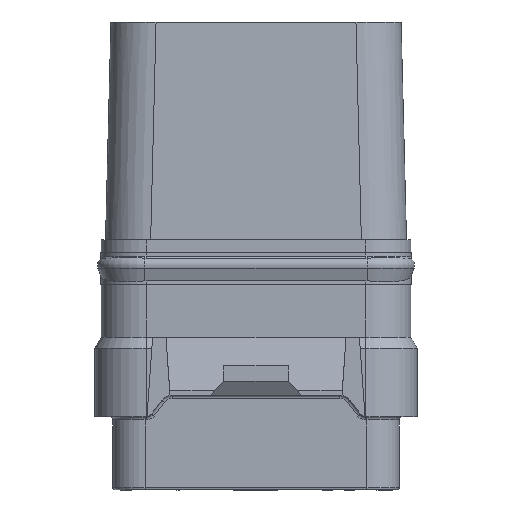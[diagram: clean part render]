
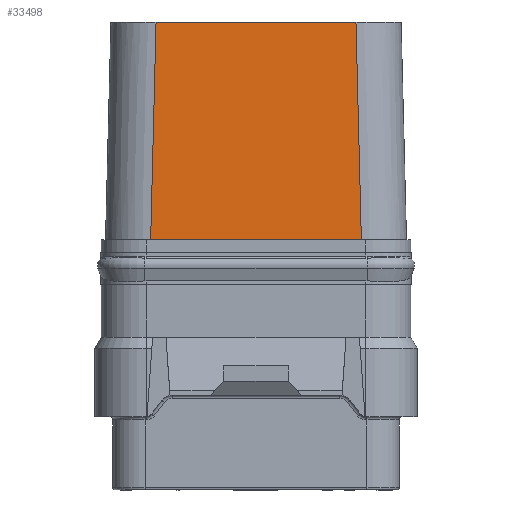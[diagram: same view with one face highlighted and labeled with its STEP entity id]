
A CAD part, front view. The second image highlights one B-rep face of the part: STEP entity #33498.
In plain terms, the highlighted planar face has unit normal (0, -1, 0.025).
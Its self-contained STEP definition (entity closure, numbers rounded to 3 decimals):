
#32=DIRECTION('',(1.,0.,0.));
#33=VECTOR('',#32,9.3);
#34=CARTESIAN_POINT('',(-4.65,-5.75,10.12));
#35=LINE('',#34,#33);
#1611=DIRECTION('',(1.,0.,0.));
#1612=VECTOR('',#1611,9.8);
#1613=CARTESIAN_POINT('',(-4.9,-6.,0.));
#1614=LINE('',#1613,#1612);
#1661=DIRECTION('',(-0.025,0.025,0.999));
#1662=VECTOR('',#1661,10.126);
#1663=CARTESIAN_POINT('',(4.9,-6.,0.));
#1664=LINE('',#1663,#1662);
#1665=DIRECTION('',(0.025,0.025,0.999));
#1666=VECTOR('',#1665,10.126);
#1667=CARTESIAN_POINT('',(-4.9,-6.,0.));
#1668=LINE('',#1667,#1666);
#25612=CARTESIAN_POINT('',(-4.65,-5.75,10.12));
#25613=VERTEX_POINT('',#25612);
#25614=CARTESIAN_POINT('',(4.65,-5.75,10.12));
#25615=VERTEX_POINT('',#25614);
#25628=CARTESIAN_POINT('',(-4.9,-6.,0.));
#25629=VERTEX_POINT('',#25628);
#25630=CARTESIAN_POINT('',(4.9,-6.,0.));
#25631=VERTEX_POINT('',#25630);
#33486=CARTESIAN_POINT('',(0.,-5.875,5.06));
#33487=DIRECTION('',(0.,-1.,0.025));
#33488=DIRECTION('',(1.,0.,0.));
#33489=AXIS2_PLACEMENT_3D('',#33486,#33487,#33488);
#33490=PLANE('',#33489);
#33491=ORIENTED_EDGE('',*,*,#33322,.F.);
#33493=ORIENTED_EDGE('',*,*,#33492,.T.);
#33494=ORIENTED_EDGE('',*,*,#32463,.T.);
#33495=ORIENTED_EDGE('',*,*,#33479,.F.);
#33496=EDGE_LOOP('',(#33491,#33493,#33494,#33495));
#33497=FACE_OUTER_BOUND('',#33496,.F.);
#33498=ADVANCED_FACE('',(#33497),#33490,.T.);
#32463=EDGE_CURVE('',#25613,#25615,#35,.T.);
#33322=EDGE_CURVE('',#25629,#25631,#1614,.T.);
#33479=EDGE_CURVE('',#25631,#25615,#1664,.T.);
#33492=EDGE_CURVE('',#25629,#25613,#1668,.T.);
